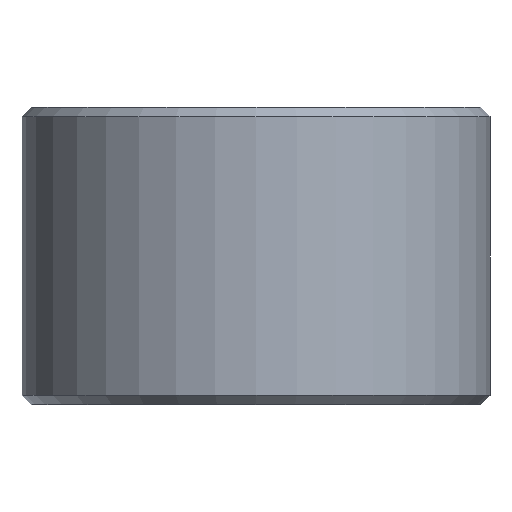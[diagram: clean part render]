
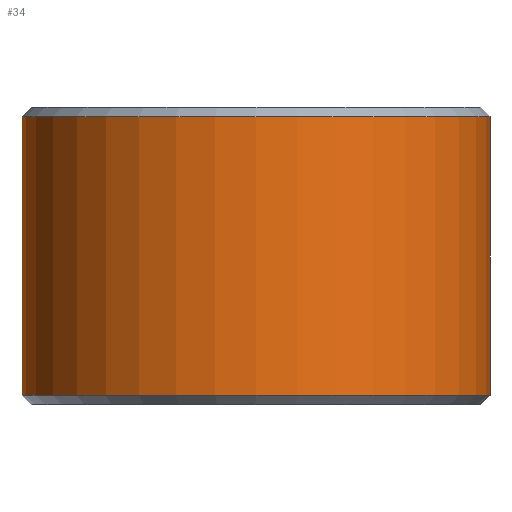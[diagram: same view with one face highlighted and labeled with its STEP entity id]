
A CAD part, front view. The second image highlights one B-rep face of the part: STEP entity #34.
In plain terms, the highlighted cylindrical face has radius 5 mm (diameter 10 mm), a partial arc.
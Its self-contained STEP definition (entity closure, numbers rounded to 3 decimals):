
#32 = CARTESIAN_POINT ( 'NONE',  ( -5., 0., 6.15 ) ) ;
#34 = ADVANCED_FACE ( 'NONE', ( #120 ), #429, .T. ) ;
#44 = ORIENTED_EDGE ( 'NONE', *, *, #100, .F. ) ;
#45 = AXIS2_PLACEMENT_3D ( 'NONE', #146, #145, #121 ) ;
#53 = EDGE_CURVE ( 'NONE', #426, #289, #73, .T. ) ;
#72 = EDGE_CURVE ( 'NONE', #97, #426, #312, .T. ) ;
#73 = LINE ( 'NONE', #354, #136 ) ;
#86 = CARTESIAN_POINT ( 'NONE',  ( 0., 0., 6.35 ) ) ;
#97 = VERTEX_POINT ( 'NONE', #305 ) ;
#100 = EDGE_CURVE ( 'NONE', #97, #237, #215, .T. ) ;
#120 = FACE_OUTER_BOUND ( 'NONE', #382, .T. ) ;
#121 = DIRECTION ( 'NONE',  ( 1., 0., 0. ) ) ;
#136 = VECTOR ( 'NONE', #436, 1000. ) ;
#145 = DIRECTION ( 'NONE',  ( 0., 0., 1. ) ) ;
#146 = CARTESIAN_POINT ( 'NONE',  ( 0., 0., 0.2 ) ) ;
#154 = CARTESIAN_POINT ( 'NONE',  ( -5., 0., 0.2 ) ) ;
#161 = DIRECTION ( 'NONE',  ( 0., 0., -1. ) ) ;
#186 = ORIENTED_EDGE ( 'NONE', *, *, #53, .T. ) ;
#189 = DIRECTION ( 'NONE',  ( -1., 0., 0. ) ) ;
#203 = ORIENTED_EDGE ( 'NONE', *, *, #337, .T. ) ;
#215 = LINE ( 'NONE', #281, #272 ) ;
#219 = AXIS2_PLACEMENT_3D ( 'NONE', #86, #161, #189 ) ;
#237 = VERTEX_POINT ( 'NONE', #245 ) ;
#245 = CARTESIAN_POINT ( 'NONE',  ( 5., 0., 0.2 ) ) ;
#272 = VECTOR ( 'NONE', #421, 1000. ) ;
#281 = CARTESIAN_POINT ( 'NONE',  ( 5., 0., 6.35 ) ) ;
#289 = VERTEX_POINT ( 'NONE', #154 ) ;
#301 = AXIS2_PLACEMENT_3D ( 'NONE', #415, #442, #304 ) ;
#304 = DIRECTION ( 'NONE',  ( 1., 0., 0. ) ) ;
#305 = CARTESIAN_POINT ( 'NONE',  ( 5., 0., 6.15 ) ) ;
#312 = CIRCLE ( 'NONE', #301, 5. ) ;
#337 = EDGE_CURVE ( 'NONE', #289, #237, #378, .T. ) ;
#354 = CARTESIAN_POINT ( 'NONE',  ( -5., 0., 6.35 ) ) ;
#378 = CIRCLE ( 'NONE', #45, 5. ) ;
#382 = EDGE_LOOP ( 'NONE', ( #44, #425, #186, #203 ) ) ;
#415 = CARTESIAN_POINT ( 'NONE',  ( 0., 0., 6.15 ) ) ;
#421 = DIRECTION ( 'NONE',  ( 0., 0., -1. ) ) ;
#425 = ORIENTED_EDGE ( 'NONE', *, *, #72, .T. ) ;
#426 = VERTEX_POINT ( 'NONE', #32 ) ;
#429 = CYLINDRICAL_SURFACE ( 'NONE', #219, 5. ) ;
#436 = DIRECTION ( 'NONE',  ( 0., 0., -1. ) ) ;
#442 = DIRECTION ( 'NONE',  ( 0., 0., -1. ) ) ;
